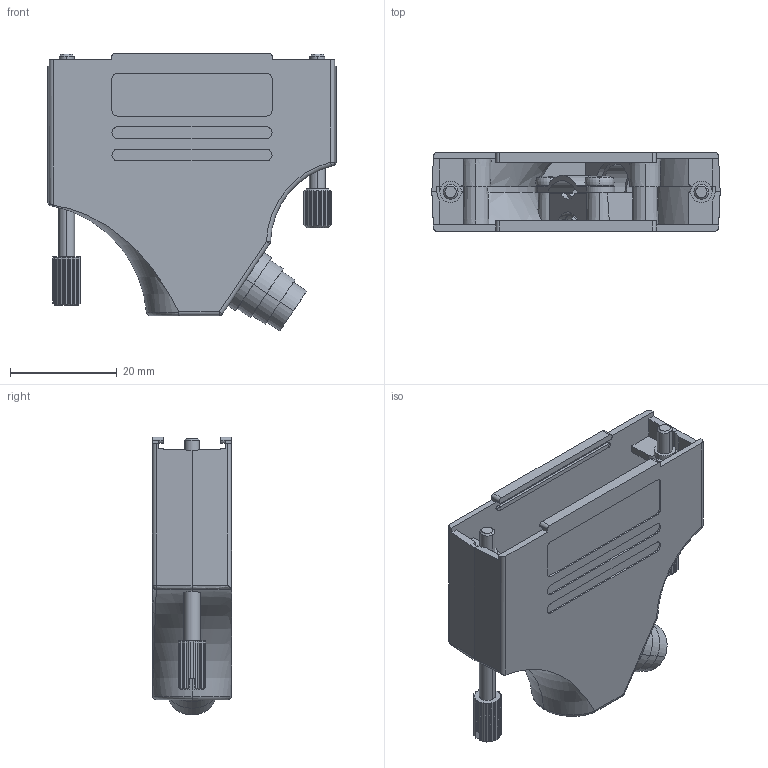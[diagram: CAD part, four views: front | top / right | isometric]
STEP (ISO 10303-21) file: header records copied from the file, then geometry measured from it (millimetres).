
FILE_DESCRIPTION (( 'STEP AP214' ), '1' );
FILE_NAME ('6560-0140-13.STEP', '2022-03-25T10:45:58', ( '' ), ( '' ), 'SwSTEP 2.0', 'SolidWorks 2021', '' );
FILE_SCHEMA (( 'AUTOMOTIVE_DESIGN' ));
Length unit declared in the file: millimetre
Products named in the file (10): 6805-0139-13; 6805-0139-03; 6855-0117-13; Cone MHEE; 6830-0109-01; Plastic insert MHEE; 6560-0140-13; 6855-0117-03; 6826-0141-02; 6826-0141-01
Assembly tree (11 placements, depth 2):
  6560-0140-13
    6805-0139-13
    6805-0139-03
    6826-0141-01
    6826-0141-02
    6830-0109-01
    6855-0117-03  x2
    6855-0117-13  x2
    Cone MHEE
    Plastic insert MHEE
Bounding box: 54 x 14.8 x 52.05 mm (x, y, z)
Volume: 9051.8 mm3; surface area: 16021.1 mm2
Topology: 11 solids, 11 shells, 854 faces, 2301 edges, 1501 vertices
Faces by surface type: plane 412, cylinder 314, cone 55, bspline 39, torus 26, sphere 8
Entity records: 27745 total; most frequent: CARTESIAN_POINT 10160, ORIENTED_EDGE 3810, DIRECTION 3360, EDGE_CURVE 1905, VERTEX_POINT 1243, AXIS2_PLACEMENT_3D 1194, VECTOR 972, LINE 972
